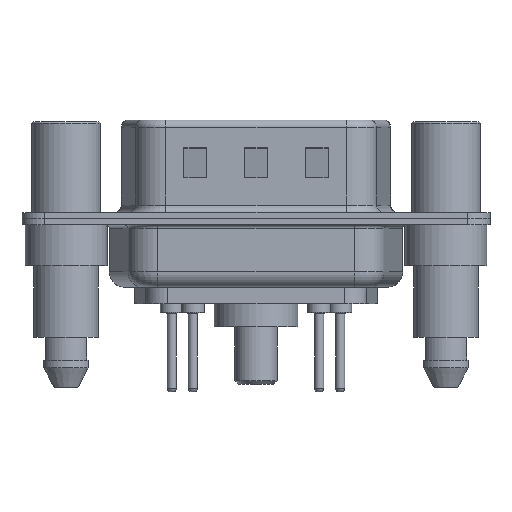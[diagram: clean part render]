
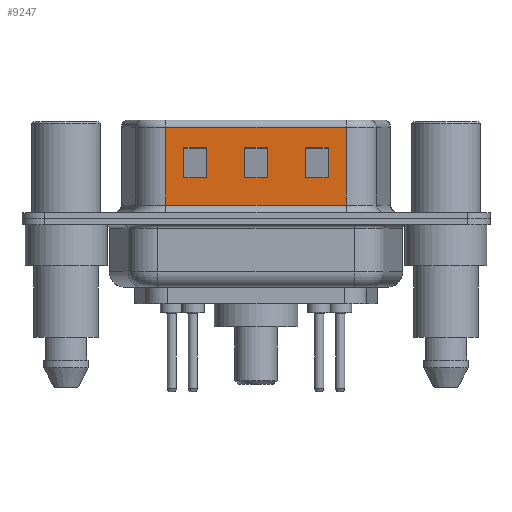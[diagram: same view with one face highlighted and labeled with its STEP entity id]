
A CAD part, front view. The second image highlights one B-rep face of the part: STEP entity #9247.
In plain terms, the highlighted planar face has unit normal (0, -1, 0).
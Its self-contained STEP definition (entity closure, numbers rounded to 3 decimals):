
#7 = CARTESIAN_POINT ( 'NONE',  ( 14.45, -4.58, 4.705 ) ) ;
#210 = VECTOR ( 'NONE', #10833, 1000. ) ;
#258 = DIRECTION ( 'NONE',  ( -1., 0., 0. ) ) ;
#366 = EDGE_CURVE ( 'NONE', #6759, #2091, #12996, .T. ) ;
#629 = FACE_BOUND ( 'NONE', #14225, .T. ) ;
#792 = CARTESIAN_POINT ( 'NONE',  ( 17.25, -4.58, 6.52 ) ) ;
#793 = LINE ( 'NONE', #12013, #12367 ) ;
#844 = DIRECTION ( 'NONE',  ( 0., 0., -1. ) ) ;
#883 = CARTESIAN_POINT ( 'NONE',  ( 9.25, -4.58, 2.705 ) ) ;
#973 = VECTOR ( 'NONE', #7046, 1000. ) ;
#1149 = VERTEX_POINT ( 'NONE', #2147 ) ;
#1180 = VERTEX_POINT ( 'NONE', #9103 ) ;
#1274 = CARTESIAN_POINT ( 'NONE',  ( 11.75, -4.58, 6.52 ) ) ;
#1292 = EDGE_CURVE ( 'NONE', #7519, #6499, #3296, .T. ) ;
#1313 = EDGE_CURVE ( 'NONE', #3810, #1572, #11831, .T. ) ;
#1338 = EDGE_CURVE ( 'NONE', #1572, #1149, #11513, .T. ) ;
#1352 = LINE ( 'NONE', #1274, #13198 ) ;
#1354 = EDGE_CURVE ( 'NONE', #1149, #9449, #2563, .T. ) ;
#1370 = DIRECTION ( 'NONE',  ( 0., 1., 0. ) ) ;
#1572 = VERTEX_POINT ( 'NONE', #883 ) ;
#1753 = LINE ( 'NONE', #14228, #12256 ) ;
#1964 = CARTESIAN_POINT ( 'NONE',  ( 11.75, -4.58, 4.705 ) ) ;
#2091 = VERTEX_POINT ( 'NONE', #14082 ) ;
#2147 = CARTESIAN_POINT ( 'NONE',  ( 7.75, -4.58, 2.705 ) ) ;
#2209 = VECTOR ( 'NONE', #5599, 1000. ) ;
#2476 = PLANE ( 'NONE',  #8457 ) ;
#2563 = LINE ( 'NONE', #8810, #2209 ) ;
#2648 = ORIENTED_EDGE ( 'NONE', *, *, #1292, .T. ) ;
#2808 = ORIENTED_EDGE ( 'NONE', *, *, #1338, .T. ) ;
#2848 = DIRECTION ( 'NONE',  ( -1., 0., 0. ) ) ;
#2967 = ORIENTED_EDGE ( 'NONE', *, *, #366, .T. ) ;
#3014 = ORIENTED_EDGE ( 'NONE', *, *, #7338, .T. ) ;
#3036 = DIRECTION ( 'NONE',  ( 0., 0., -1. ) ) ;
#3040 = EDGE_CURVE ( 'NONE', #13899, #7519, #4688, .T. ) ;
#3164 = EDGE_LOOP ( 'NONE', ( #12824, #8052, #3378, #6151 ) ) ;
#3296 = LINE ( 'NONE', #14152, #210 ) ;
#3378 = ORIENTED_EDGE ( 'NONE', *, *, #9326, .T. ) ;
#3394 = CARTESIAN_POINT ( 'NONE',  ( 15.75, -4.58, 6.52 ) ) ;
#3693 = CARTESIAN_POINT ( 'NONE',  ( 13.25, -4.58, 4.705 ) ) ;
#3717 = DIRECTION ( 'NONE',  ( 0., 0., -1. ) ) ;
#3810 = VERTEX_POINT ( 'NONE', #13877 ) ;
#4054 = ORIENTED_EDGE ( 'NONE', *, *, #9758, .T. ) ;
#4405 = FACE_BOUND ( 'NONE', #6979, .T. ) ;
#4688 = LINE ( 'NONE', #7342, #7813 ) ;
#4830 = CARTESIAN_POINT ( 'NONE',  ( 18.45, -4.58, 0.9 ) ) ;
#5169 = LINE ( 'NONE', #792, #10475 ) ;
#5489 = VECTOR ( 'NONE', #8334, 1000. ) ;
#5599 = DIRECTION ( 'NONE',  ( 0., 0., 1. ) ) ;
#5655 = LINE ( 'NONE', #6314, #14033 ) ;
#5666 = VERTEX_POINT ( 'NONE', #7668 ) ;
#5726 = CARTESIAN_POINT ( 'NONE',  ( 15.75, -4.58, 2.705 ) ) ;
#5803 = VERTEX_POINT ( 'NONE', #3693 ) ;
#5973 = VECTOR ( 'NONE', #3717, 1000. ) ;
#6107 = ORIENTED_EDGE ( 'NONE', *, *, #1313, .T. ) ;
#6151 = ORIENTED_EDGE ( 'NONE', *, *, #9193, .T. ) ;
#6314 = CARTESIAN_POINT ( 'NONE',  ( 18.45, -4.58, 2.705 ) ) ;
#6390 = DIRECTION ( 'NONE',  ( -1., 0., 0. ) ) ;
#6466 = VECTOR ( 'NONE', #6679, 1000. ) ;
#6499 = VERTEX_POINT ( 'NONE', #7511 ) ;
#6679 = DIRECTION ( 'NONE',  ( 1., 0., 0. ) ) ;
#6759 = VERTEX_POINT ( 'NONE', #5726 ) ;
#6835 = CARTESIAN_POINT ( 'NONE',  ( 22.45, -4.58, 2.705 ) ) ;
#6840 = ORIENTED_EDGE ( 'NONE', *, *, #1354, .T. ) ;
#6979 = EDGE_LOOP ( 'NONE', ( #3014, #12486, #2967, #4054 ) ) ;
#7046 = DIRECTION ( 'NONE',  ( 1., 0., 0. ) ) ;
#7286 = VECTOR ( 'NONE', #3036, 1000. ) ;
#7338 = EDGE_CURVE ( 'NONE', #5666, #13343, #5169, .T. ) ;
#7342 = CARTESIAN_POINT ( 'NONE',  ( 18.45, -4.58, 6.02 ) ) ;
#7452 = EDGE_CURVE ( 'NONE', #9449, #3810, #9494, .T. ) ;
#7511 = CARTESIAN_POINT ( 'NONE',  ( 6.55, -4.58, 0.9 ) ) ;
#7519 = VERTEX_POINT ( 'NONE', #9054 ) ;
#7668 = CARTESIAN_POINT ( 'NONE',  ( 17.25, -4.58, 4.705 ) ) ;
#7813 = VECTOR ( 'NONE', #6390, 1000. ) ;
#7955 = EDGE_CURVE ( 'NONE', #13899, #9943, #1753, .T. ) ;
#7969 = CARTESIAN_POINT ( 'NONE',  ( 9.25, -4.58, 6.52 ) ) ;
#8052 = ORIENTED_EDGE ( 'NONE', *, *, #9418, .T. ) ;
#8239 = EDGE_LOOP ( 'NONE', ( #10023, #10971, #2648, #14108 ) ) ;
#8271 = CARTESIAN_POINT ( 'NONE',  ( 18.45, -4.58, 6.52 ) ) ;
#8334 = DIRECTION ( 'NONE',  ( 1., 0., 0. ) ) ;
#8424 = VERTEX_POINT ( 'NONE', #1964 ) ;
#8457 = AXIS2_PLACEMENT_3D ( 'NONE', #8271, #1370, #9420 ) ;
#8563 = LINE ( 'NONE', #4830, #5489 ) ;
#8594 = CARTESIAN_POINT ( 'NONE',  ( 18.45, -4.58, 0.9 ) ) ;
#8673 = CARTESIAN_POINT ( 'NONE',  ( 14.45, -4.58, 2.705 ) ) ;
#8699 = EDGE_CURVE ( 'NONE', #6499, #9943, #8563, .T. ) ;
#8810 = CARTESIAN_POINT ( 'NONE',  ( 7.75, -4.58, 6.52 ) ) ;
#8827 = CARTESIAN_POINT ( 'NONE',  ( 7.75, -4.58, 4.705 ) ) ;
#9000 = VECTOR ( 'NONE', #14379, 1000. ) ;
#9054 = CARTESIAN_POINT ( 'NONE',  ( 6.55, -4.58, 6.02 ) ) ;
#9103 = CARTESIAN_POINT ( 'NONE',  ( 11.75, -4.58, 2.705 ) ) ;
#9193 = EDGE_CURVE ( 'NONE', #1180, #8424, #1352, .T. ) ;
#9247 = ADVANCED_FACE ( 'NONE', ( #629, #4405, #9796, #12223 ), #2476, .F. ) ;
#9326 = EDGE_CURVE ( 'NONE', #11318, #1180, #5655, .T. ) ;
#9418 = EDGE_CURVE ( 'NONE', #5803, #11318, #10266, .T. ) ;
#9420 = DIRECTION ( 'NONE',  ( 0., 0., 1. ) ) ;
#9449 = VERTEX_POINT ( 'NONE', #8827 ) ;
#9458 = EDGE_CURVE ( 'NONE', #8424, #5803, #793, .T. ) ;
#9494 = LINE ( 'NONE', #7, #6466 ) ;
#9758 = EDGE_CURVE ( 'NONE', #2091, #5666, #12521, .T. ) ;
#9796 = FACE_BOUND ( 'NONE', #3164, .T. ) ;
#9904 = CARTESIAN_POINT ( 'NONE',  ( 13.25, -4.58, 6.52 ) ) ;
#9943 = VERTEX_POINT ( 'NONE', #8594 ) ;
#10023 = ORIENTED_EDGE ( 'NONE', *, *, #7955, .F. ) ;
#10071 = DIRECTION ( 'NONE',  ( 0., 0., -1. ) ) ;
#10254 = VECTOR ( 'NONE', #13607, 1000. ) ;
#10266 = LINE ( 'NONE', #9904, #7286 ) ;
#10475 = VECTOR ( 'NONE', #844, 1000. ) ;
#10833 = DIRECTION ( 'NONE',  ( 0., 0., -1. ) ) ;
#10902 = CARTESIAN_POINT ( 'NONE',  ( 18.45, -4.58, 6.02 ) ) ;
#10953 = DIRECTION ( 'NONE',  ( 1., 0., 0. ) ) ;
#10971 = ORIENTED_EDGE ( 'NONE', *, *, #3040, .T. ) ;
#11318 = VERTEX_POINT ( 'NONE', #13863 ) ;
#11448 = CARTESIAN_POINT ( 'NONE',  ( 22.45, -4.58, 4.705 ) ) ;
#11513 = LINE ( 'NONE', #8673, #13997 ) ;
#11831 = LINE ( 'NONE', #7969, #5973 ) ;
#12013 = CARTESIAN_POINT ( 'NONE',  ( 18.45, -4.58, 4.705 ) ) ;
#12130 = LINE ( 'NONE', #6835, #9000 ) ;
#12223 = FACE_OUTER_BOUND ( 'NONE', #8239, .T. ) ;
#12256 = VECTOR ( 'NONE', #10071, 1000. ) ;
#12367 = VECTOR ( 'NONE', #10953, 1000. ) ;
#12486 = ORIENTED_EDGE ( 'NONE', *, *, #14276, .T. ) ;
#12521 = LINE ( 'NONE', #11448, #973 ) ;
#12824 = ORIENTED_EDGE ( 'NONE', *, *, #9458, .T. ) ;
#12996 = LINE ( 'NONE', #3394, #10254 ) ;
#13142 = ORIENTED_EDGE ( 'NONE', *, *, #7452, .T. ) ;
#13198 = VECTOR ( 'NONE', #13493, 1000. ) ;
#13343 = VERTEX_POINT ( 'NONE', #14202 ) ;
#13493 = DIRECTION ( 'NONE',  ( 0., 0., 1. ) ) ;
#13607 = DIRECTION ( 'NONE',  ( 0., 0., 1. ) ) ;
#13863 = CARTESIAN_POINT ( 'NONE',  ( 13.25, -4.58, 2.705 ) ) ;
#13877 = CARTESIAN_POINT ( 'NONE',  ( 9.25, -4.58, 4.705 ) ) ;
#13899 = VERTEX_POINT ( 'NONE', #10902 ) ;
#13997 = VECTOR ( 'NONE', #258, 1000. ) ;
#14033 = VECTOR ( 'NONE', #2848, 1000. ) ;
#14082 = CARTESIAN_POINT ( 'NONE',  ( 15.75, -4.58, 4.705 ) ) ;
#14108 = ORIENTED_EDGE ( 'NONE', *, *, #8699, .T. ) ;
#14152 = CARTESIAN_POINT ( 'NONE',  ( 6.55, -4.58, 6.52 ) ) ;
#14202 = CARTESIAN_POINT ( 'NONE',  ( 17.25, -4.58, 2.705 ) ) ;
#14225 = EDGE_LOOP ( 'NONE', ( #6107, #2808, #6840, #13142 ) ) ;
#14228 = CARTESIAN_POINT ( 'NONE',  ( 18.45, -4.58, 6.52 ) ) ;
#14276 = EDGE_CURVE ( 'NONE', #13343, #6759, #12130, .T. ) ;
#14379 = DIRECTION ( 'NONE',  ( -1., 0., 0. ) ) ;
